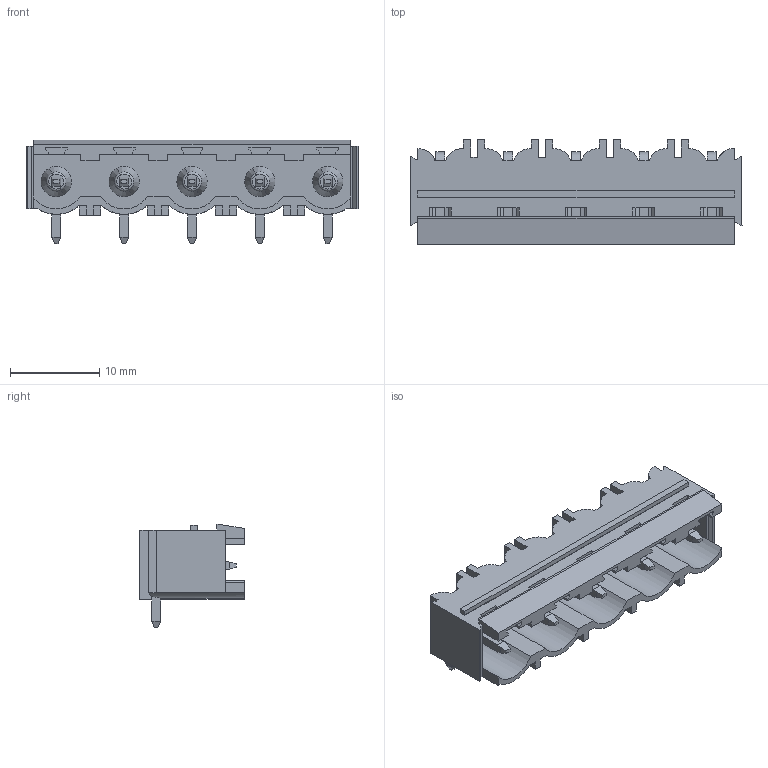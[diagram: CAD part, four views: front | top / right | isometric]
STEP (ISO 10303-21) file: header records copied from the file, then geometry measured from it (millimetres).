
FILE_DESCRIPTION(('CATIA V5 STEP Exchange','CAx-IF Rec.Pracs.--- Model Styling and Organization---1.4--- 2014-01-23'),'2;1');
FILE_NAME ('D1453715_1_1624400000_1624400000.stp','2021-02-15T09:07:21+00:00',('none'),('Weidmueller'),'CATIA Version 5-6 Release 2016 SP3 HF44','CATIA V5 STEP AP214','none');
FILE_SCHEMA(('AUTOMOTIVE_DESIGN { 1 0 10303 214 1 1 1 1 }'));
Length unit declared in the file: millimetre
Products named in the file (1): 1624400000
Bounding box: 37.28 x 11.75 x 11.6 mm (x, y, z)
Volume: 1266.8 mm3; surface area: 3131.5 mm2
Topology: 6 solids, 6 shells, 345 faces, 974 edges, 637 vertices
Faces by surface type: plane 279, cylinder 40, torus 10, cone 10, extrusion 6
Entity records: 10603 total; most frequent: CARTESIAN_POINT 2187, ORIENTED_EDGE 1948, DIRECTION 1377, EDGE_CURVE 974, VECTOR 827, LINE 821, VERTEX_POINT 637, EDGE_LOOP 361
